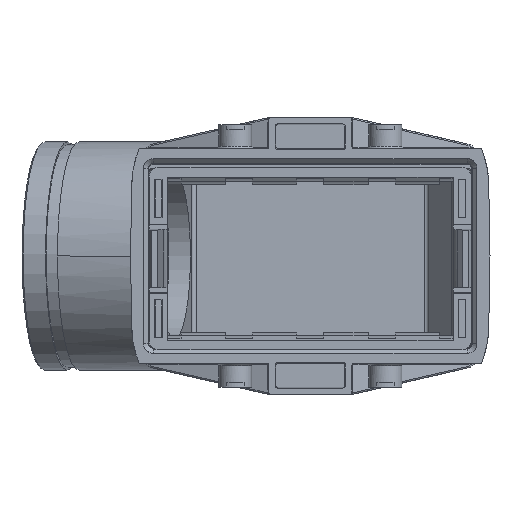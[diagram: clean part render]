
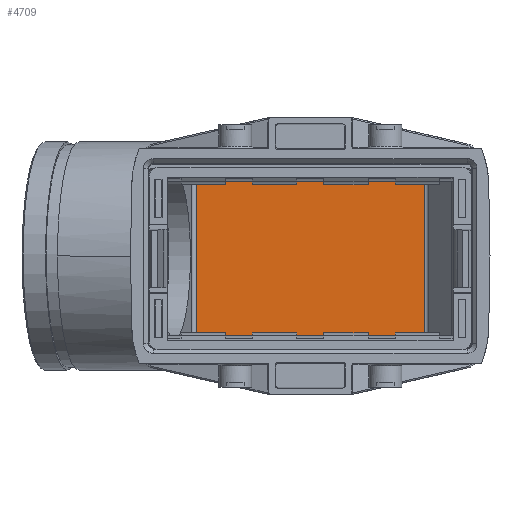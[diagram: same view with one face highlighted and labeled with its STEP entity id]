
A CAD part, front view. The second image highlights one B-rep face of the part: STEP entity #4709.
In plain terms, the highlighted planar face has unit normal (0, -1, 0).
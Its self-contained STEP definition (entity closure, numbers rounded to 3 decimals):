
#641=FACE_OUTER_BOUND('',#6068,.T.);
#2001=LINE('',#23699,#3359);
#2002=LINE('',#23707,#3360);
#2003=LINE('',#23713,#3361);
#2004=LINE('',#23717,#3362);
#3359=VECTOR('',#17232,1.);
#3360=VECTOR('',#17243,1.);
#3361=VECTOR('',#17252,1.);
#3362=VECTOR('',#17259,1.);
#4709=ADVANCED_FACE('',(#641),#5266,.T.);
#5266=PLANE('',#14887);
#6068=EDGE_LOOP('',(#8727,#8728,#8729,#8730));
#8727=ORIENTED_EDGE('',*,*,#13058,.T.);
#8728=ORIENTED_EDGE('',*,*,#13055,.T.);
#8729=ORIENTED_EDGE('',*,*,#13051,.T.);
#8730=ORIENTED_EDGE('',*,*,#13060,.T.);
#10996=VERTEX_POINT('',#20863);
#11309=VERTEX_POINT('',#23700);
#11310=VERTEX_POINT('',#23706);
#11311=VERTEX_POINT('',#23712);
#13051=EDGE_CURVE('',#11309,#10996,#2001,.T.);
#13055=EDGE_CURVE('',#11310,#11309,#2002,.T.);
#13058=EDGE_CURVE('',#11311,#11310,#2003,.T.);
#13060=EDGE_CURVE('',#10996,#11311,#2004,.T.);
#14887=AXIS2_PLACEMENT_3D('',#23719,#17262,#17263);
#17232=DIRECTION('',(-1.,0.,0.));
#17243=DIRECTION('',(0.,0.,1.));
#17252=DIRECTION('',(1.,0.,0.));
#17259=DIRECTION('',(0.,0.,-1.));
#17262=DIRECTION('',(0.,-1.,0.));
#17263=DIRECTION('',(1.,0.,0.));
#20863=CARTESIAN_POINT('',(-23.477,60.,17.002));
#23699=CARTESIAN_POINT('',(23.477,60.,17.002));
#23700=CARTESIAN_POINT('',(23.477,60.,17.002));
#23706=CARTESIAN_POINT('',(23.477,60.,-17.002));
#23707=CARTESIAN_POINT('',(23.477,60.,-17.002));
#23712=CARTESIAN_POINT('',(-23.477,60.,-17.002));
#23713=CARTESIAN_POINT('',(-23.477,60.,-17.002));
#23717=CARTESIAN_POINT('',(-23.477,60.,17.002));
#23719=CARTESIAN_POINT('',(-26.775,60.,-21.5));
